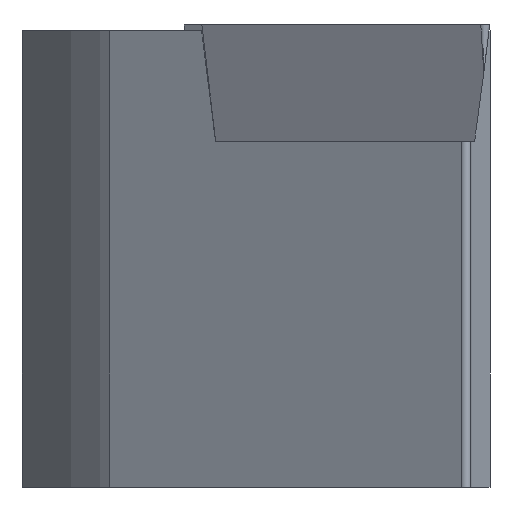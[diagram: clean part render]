
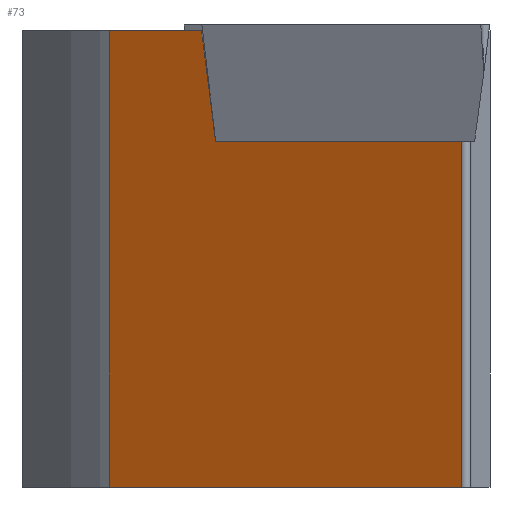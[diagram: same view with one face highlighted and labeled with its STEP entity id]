
A CAD part, left-side view. The second image highlights one B-rep face of the part: STEP entity #73.
In plain terms, the highlighted planar face has unit normal (-0.848, 0.53, 0).
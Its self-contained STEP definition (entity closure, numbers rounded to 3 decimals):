
#73=ADVANCED_FACE('',(#115),#95,.F.);
#95=PLANE('',#470);
#115=FACE_OUTER_BOUND('',#138,.T.);
#138=EDGE_LOOP('',(#201,#202,#203,#204,#205,#206));
#201=ORIENTED_EDGE('',*,*,#336,.F.);
#202=ORIENTED_EDGE('',*,*,#326,.F.);
#203=ORIENTED_EDGE('',*,*,#337,.T.);
#204=ORIENTED_EDGE('',*,*,#338,.F.);
#205=ORIENTED_EDGE('',*,*,#334,.F.);
#206=ORIENTED_EDGE('',*,*,#339,.F.);
#283=VERTEX_POINT('',#653);
#284=VERTEX_POINT('',#655);
#289=VERTEX_POINT('',#669);
#290=VERTEX_POINT('',#671);
#291=VERTEX_POINT('',#675);
#292=VERTEX_POINT('',#677);
#326=EDGE_CURVE('',#283,#284,#380,.T.);
#334=EDGE_CURVE('',#289,#290,#387,.T.);
#336=EDGE_CURVE('',#284,#291,#388,.T.);
#337=EDGE_CURVE('',#283,#292,#389,.T.);
#338=EDGE_CURVE('',#290,#292,#390,.T.);
#339=EDGE_CURVE('',#291,#289,#391,.T.);
#380=LINE('',#654,#426);
#387=LINE('',#670,#433);
#388=LINE('',#674,#434);
#389=LINE('',#676,#435);
#390=LINE('',#678,#436);
#391=LINE('',#679,#437);
#426=VECTOR('',#530,1.);
#433=VECTOR('',#543,1.);
#434=VECTOR('',#548,1.);
#435=VECTOR('',#549,1.);
#436=VECTOR('',#550,1.);
#437=VECTOR('',#551,1.);
#470=AXIS2_PLACEMENT_3D('',#680,#552,#553);
#530=DIRECTION('',(-0.53,-0.848,0.));
#543=DIRECTION('',(0.,0.,-1.));
#548=DIRECTION('',(-0.079,-0.126,-0.989));
#549=DIRECTION('',(0.,0.,-1.));
#550=DIRECTION('',(0.53,0.848,0.));
#551=DIRECTION('',(-0.53,-0.848,0.));
#552=DIRECTION('',(0.848,-0.53,0.));
#553=DIRECTION('',(0.53,0.848,0.));
#653=CARTESIAN_POINT('',(8.638,13.,-0.2));
#654=CARTESIAN_POINT('',(1.116,0.962,-0.2));
#655=CARTESIAN_POINT('',(6.678,9.863,-0.2));
#669=CARTESIAN_POINT('',(1.116,0.962,-3.97));
#670=CARTESIAN_POINT('',(1.116,0.962,-20.));
#671=CARTESIAN_POINT('',(1.116,0.962,-15.8));
#674=CARTESIAN_POINT('',(5.018,7.206,-21.104));
#675=CARTESIAN_POINT('',(6.379,9.384,-3.97));
#676=CARTESIAN_POINT('',(8.638,13.,-20.));
#677=CARTESIAN_POINT('',(8.638,13.,-15.8));
#678=CARTESIAN_POINT('',(1.116,0.962,-15.8));
#679=CARTESIAN_POINT('',(1.116,0.962,-3.97));
#680=CARTESIAN_POINT('',(1.116,0.962,-20.));
